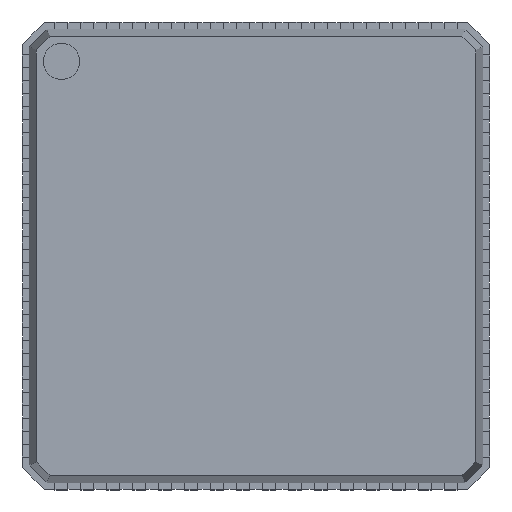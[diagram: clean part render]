
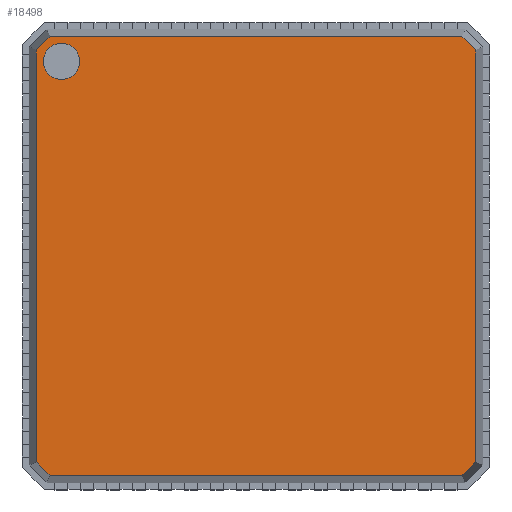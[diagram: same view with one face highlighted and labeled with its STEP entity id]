
A CAD part, top view. The second image highlights one B-rep face of the part: STEP entity #18498.
In plain terms, the highlighted planar face has unit normal (0, 0, 1).
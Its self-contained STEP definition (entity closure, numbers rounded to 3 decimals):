
#196 = LINE ( 'NONE', #10986, #16871 ) ;
#282 = LINE ( 'NONE', #4522, #4399 ) ;
#385 = VECTOR ( 'NONE', #14595, 1000. ) ;
#418 = ORIENTED_EDGE ( 'NONE', *, *, #18749, .T. ) ;
#704 = LINE ( 'NONE', #19341, #25698 ) ;
#1377 = CARTESIAN_POINT ( 'NONE',  ( -3.969, 4.233, 0.9 ) ) ;
#1500 = ORIENTED_EDGE ( 'NONE', *, *, #11568, .T. ) ;
#1507 = EDGE_CURVE ( 'NONE', #12747, #21044, #18988, .T. ) ;
#1657 = DIRECTION ( 'NONE',  ( 1., 0., 0. ) ) ;
#1728 = DIRECTION ( 'NONE',  ( 0., 0., -1. ) ) ;
#2013 = DIRECTION ( 'NONE',  ( 1., 0., 0. ) ) ;
#2475 = VERTEX_POINT ( 'NONE', #6119 ) ;
#2740 = EDGE_LOOP ( 'NONE', ( #16754, #17079 ) ) ;
#2980 = EDGE_CURVE ( 'NONE', #10627, #24162, #12831, .T. ) ;
#3161 = VECTOR ( 'NONE', #25374, 1000. ) ;
#4370 = CIRCLE ( 'NONE', #13054, 0.35 ) ;
#4399 = VECTOR ( 'NONE', #8199, 1000. ) ;
#4522 = CARTESIAN_POINT ( 'NONE',  ( 4.233, 3.969, 0.9 ) ) ;
#4907 = CARTESIAN_POINT ( 'NONE',  ( -4.233, -3.969, 0.9 ) ) ;
#5513 = DIRECTION ( 'NONE',  ( 0., -1., 0. ) ) ;
#5930 = ORIENTED_EDGE ( 'NONE', *, *, #26162, .T. ) ;
#5991 = AXIS2_PLACEMENT_3D ( 'NONE', #20762, #14799, #2013 ) ;
#6119 = CARTESIAN_POINT ( 'NONE',  ( -3.969, 4.233, 0.9 ) ) ;
#7022 = DIRECTION ( 'NONE',  ( -1., 0., 0. ) ) ;
#7771 = LINE ( 'NONE', #1377, #8767 ) ;
#7830 = EDGE_CURVE ( 'NONE', #22031, #2475, #196, .T. ) ;
#7919 = VECTOR ( 'NONE', #13198, 1000. ) ;
#8012 = CARTESIAN_POINT ( 'NONE',  ( -4.233, -3.969, 0.9 ) ) ;
#8199 = DIRECTION ( 'NONE',  ( -0.707, 0.707, 0. ) ) ;
#8767 = VECTOR ( 'NONE', #13752, 1000. ) ;
#9427 = CARTESIAN_POINT ( 'NONE',  ( 3.969, 4.233, 0.9 ) ) ;
#9829 = CARTESIAN_POINT ( 'NONE',  ( 0., 0., 0.9 ) ) ;
#10022 = ORIENTED_EDGE ( 'NONE', *, *, #16308, .T. ) ;
#10153 = VERTEX_POINT ( 'NONE', #13275 ) ;
#10374 = LINE ( 'NONE', #20972, #3161 ) ;
#10627 = VERTEX_POINT ( 'NONE', #22008 ) ;
#10986 = CARTESIAN_POINT ( 'NONE',  ( 0., 4.233, 0.9 ) ) ;
#11066 = EDGE_LOOP ( 'NONE', ( #20794, #10022, #1500, #418, #5930, #16994, #26071, #20545 ) ) ;
#11568 = EDGE_CURVE ( 'NONE', #10153, #12297, #15837, .T. ) ;
#11580 = CARTESIAN_POINT ( 'NONE',  ( -4.1, 3.75, 0.9 ) ) ;
#11594 = VERTEX_POINT ( 'NONE', #18002 ) ;
#12297 = VERTEX_POINT ( 'NONE', #8012 ) ;
#12431 = CARTESIAN_POINT ( 'NONE',  ( 3.969, -4.233, 0.9 ) ) ;
#12747 = VERTEX_POINT ( 'NONE', #26996 ) ;
#12831 = LINE ( 'NONE', #12431, #385 ) ;
#12953 = FACE_BOUND ( 'NONE', #2740, .T. ) ;
#13054 = AXIS2_PLACEMENT_3D ( 'NONE', #18445, #1728, #24616 ) ;
#13198 = DIRECTION ( 'NONE',  ( 0.707, -0.707, 0. ) ) ;
#13275 = CARTESIAN_POINT ( 'NONE',  ( -4.233, 3.969, 0.9 ) ) ;
#13752 = DIRECTION ( 'NONE',  ( -0.707, -0.707, 0. ) ) ;
#14595 = DIRECTION ( 'NONE',  ( 0.707, 0.707, 0. ) ) ;
#14799 = DIRECTION ( 'NONE',  ( 0., 0., -1. ) ) ;
#15837 = LINE ( 'NONE', #24187, #24279 ) ;
#16219 = VERTEX_POINT ( 'NONE', #18959 ) ;
#16308 = EDGE_CURVE ( 'NONE', #2475, #10153, #7771, .T. ) ;
#16754 = ORIENTED_EDGE ( 'NONE', *, *, #1507, .T. ) ;
#16871 = VECTOR ( 'NONE', #7022, 1000. ) ;
#16994 = ORIENTED_EDGE ( 'NONE', *, *, #2980, .T. ) ;
#17032 = FACE_OUTER_BOUND ( 'NONE', #11066, .T. ) ;
#17079 = ORIENTED_EDGE ( 'NONE', *, *, #21201, .T. ) ;
#17272 = PLANE ( 'NONE',  #22698 ) ;
#17833 = DIRECTION ( 'NONE',  ( 0., 0., 1. ) ) ;
#18002 = CARTESIAN_POINT ( 'NONE',  ( 4.233, 3.969, 0.9 ) ) ;
#18445 = CARTESIAN_POINT ( 'NONE',  ( -3.75, 3.75, 0.9 ) ) ;
#18498 = ADVANCED_FACE ( 'NONE', ( #12953, #17032 ), #17272, .T. ) ;
#18749 = EDGE_CURVE ( 'NONE', #12297, #16219, #25491, .T. ) ;
#18959 = CARTESIAN_POINT ( 'NONE',  ( -3.969, -4.233, 0.9 ) ) ;
#18988 = CIRCLE ( 'NONE', #5991, 0.35 ) ;
#19341 = CARTESIAN_POINT ( 'NONE',  ( 4.233, 0., 0.9 ) ) ;
#20545 = ORIENTED_EDGE ( 'NONE', *, *, #24183, .T. ) ;
#20762 = CARTESIAN_POINT ( 'NONE',  ( -3.75, 3.75, 0.9 ) ) ;
#20794 = ORIENTED_EDGE ( 'NONE', *, *, #7830, .T. ) ;
#20972 = CARTESIAN_POINT ( 'NONE',  ( 0., -4.233, 0.9 ) ) ;
#21044 = VERTEX_POINT ( 'NONE', #11580 ) ;
#21201 = EDGE_CURVE ( 'NONE', #21044, #12747, #4370, .T. ) ;
#22008 = CARTESIAN_POINT ( 'NONE',  ( 3.969, -4.233, 0.9 ) ) ;
#22031 = VERTEX_POINT ( 'NONE', #9427 ) ;
#22698 = AXIS2_PLACEMENT_3D ( 'NONE', #9829, #17833, #1657 ) ;
#23727 = DIRECTION ( 'NONE',  ( 0., 1., 0. ) ) ;
#24162 = VERTEX_POINT ( 'NONE', #26636 ) ;
#24183 = EDGE_CURVE ( 'NONE', #11594, #22031, #282, .T. ) ;
#24187 = CARTESIAN_POINT ( 'NONE',  ( -4.233, 0., 0.9 ) ) ;
#24279 = VECTOR ( 'NONE', #5513, 1000. ) ;
#24616 = DIRECTION ( 'NONE',  ( 1., 0., 0. ) ) ;
#25160 = EDGE_CURVE ( 'NONE', #24162, #11594, #704, .T. ) ;
#25374 = DIRECTION ( 'NONE',  ( 1., 0., 0. ) ) ;
#25491 = LINE ( 'NONE', #4907, #7919 ) ;
#25698 = VECTOR ( 'NONE', #23727, 1000. ) ;
#26071 = ORIENTED_EDGE ( 'NONE', *, *, #25160, .T. ) ;
#26162 = EDGE_CURVE ( 'NONE', #16219, #10627, #10374, .T. ) ;
#26636 = CARTESIAN_POINT ( 'NONE',  ( 4.233, -3.969, 0.9 ) ) ;
#26996 = CARTESIAN_POINT ( 'NONE',  ( -3.4, 3.75, 0.9 ) ) ;
